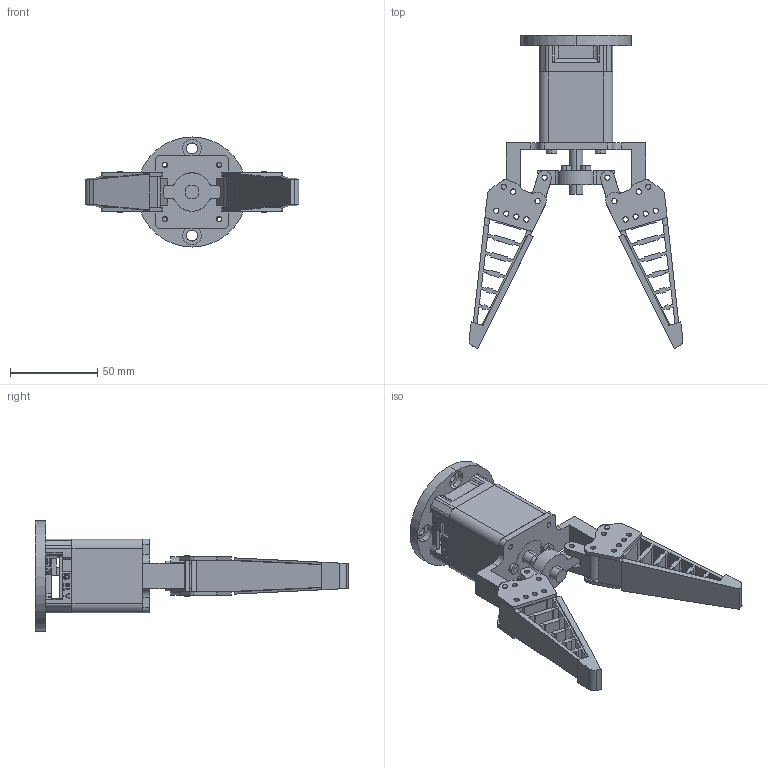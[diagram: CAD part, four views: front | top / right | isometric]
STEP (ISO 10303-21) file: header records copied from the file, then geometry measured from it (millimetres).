
FILE_DESCRIPTION (( 'STEP AP214' ), '1' );
FILE_NAME ('FAE2MR86M柔性二指-有硅胶-电动+电控.STEP', '2023-09-13T03:05:37', ( '' ), ( '' ), 'SwSTEP 2.0', 'SolidWorks 2016', '' );
FILE_SCHEMA (( 'AUTOMOTIVE_DESIGN' ));
Length unit declared in the file: millimetre
Products named in the file (9): FAE囀蟀裝V2; M3蹟邡; FAEFR86手指旋转模块V２带硅胶层; FAE2二指固定机架V2电动; FAE2MR86M柔性二指-有硅胶-电动+电控; FAE2指中心驱动块-电动; 42祭輛萇儂-40.5; FAE籵蚚菁啣V3; FAE驱动控制器模块
Assembly tree (11 placements, depth 2):
  FAE2MR86M柔性二指-有硅胶-电动+电控
    FAE2二指固定机架V2电动
    42祭輛萇儂-40.5
    M3蹟邡  x2
    FAE2指中心驱动块-电动
    FAE囀蟀裝V2  x2
    FAEFR86手指旋转模块V２带硅胶层  x2
    FAE籵蚚菁啣V3
    FAE驱动控制器模块
Bounding box: 122.35 x 179.46 x 63 mm (x, y, z)
Volume: 162167.6 mm3; surface area: 70131.6 mm2
Topology: 13 solids, 13 shells, 979 faces, 2700 edges, 1796 vertices
Faces by surface type: plane 609, cylinder 323, bspline 47
Entity records: 33161 total; most frequent: CARTESIAN_POINT 8011, ORIENTED_EDGE 4228, DIRECTION 3965, EDGE_CURVE 2114, VECTOR 1517, LINE 1517, VERTEX_POINT 1406, AXIS2_PLACEMENT_3D 1224
